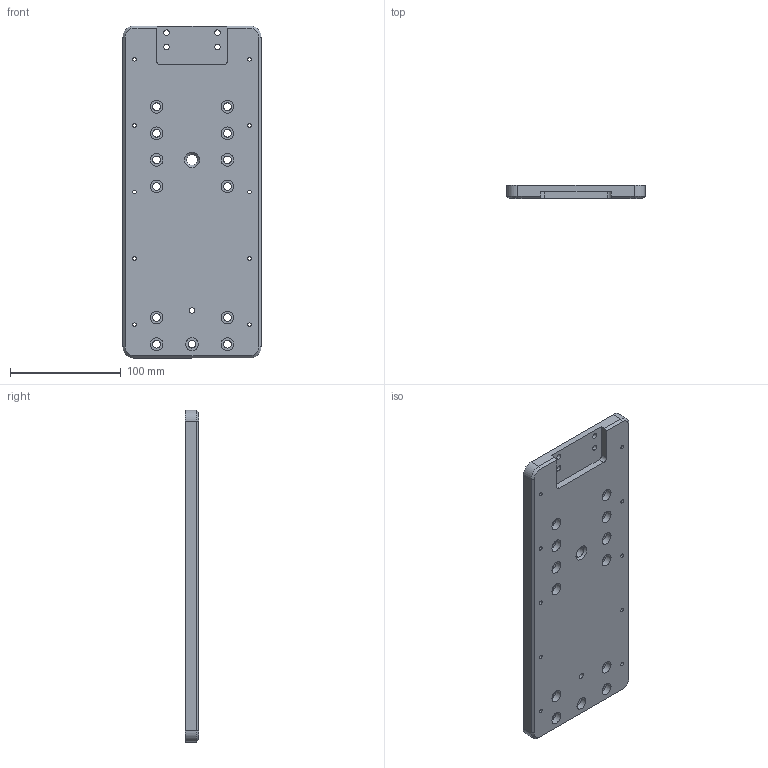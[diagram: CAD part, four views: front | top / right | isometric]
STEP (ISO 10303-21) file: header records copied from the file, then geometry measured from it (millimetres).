
FILE_DESCRIPTION(/* description */ (''),/* implementation_level */ '2;1');
FILE_NAME(/* name */ 'ZPlate Dual Carriage.step',/* time_stamp */ '2024-04-15T14:46:03-07:00',/* author */ (''),/* organization */ (''),/* preprocessor_version */ 'ST-DEVELOPER v20',/* originating_system */ 'Autodesk Translation Framework v12.20.1.177',/* authorisation */ '');
FILE_SCHEMA (('AUTOMOTIVE_DESIGN { 1 0 10303 214 3 1 1 }'));
Length unit declared in the file: millimetre
Products named in the file (1): ZPlate Dual Carriage
Bounding box: 125 x 12 x 300 mm (x, y, z)
Volume: 420151.8 mm3; surface area: 89487.4 mm2
Topology: 1 solids, 1 shells, 81 faces, 189 edges, 123 vertices
Faces by surface type: cylinder 48, plane 28, cone 5
Full cylindrical faces by diameter (mm): 3.332 x10, 5.035 x5, 7 x13, 10 x1, 11.5 x13
Entity records: 2508 total; most frequent: DIRECTION 454, CARTESIAN_POINT 394, ORIENTED_EDGE 378, EDGE_CURVE 189, AXIS2_PLACEMENT_3D 183, EDGE_LOOP 152, VERTEX_POINT 123, CIRCLE 101
